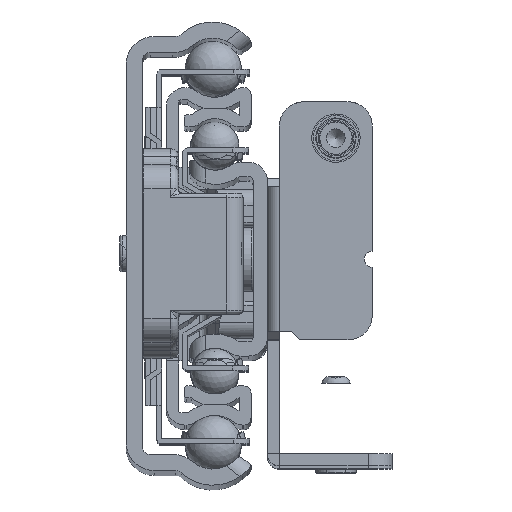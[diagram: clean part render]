
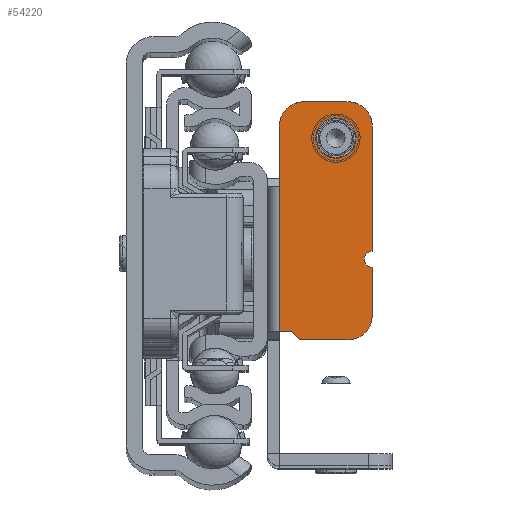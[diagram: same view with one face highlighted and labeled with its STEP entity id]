
A CAD part, top view. The second image highlights one B-rep face of the part: STEP entity #54220.
In plain terms, the highlighted planar face has unit normal (0, 0, 1).
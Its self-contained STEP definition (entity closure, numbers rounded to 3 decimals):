
#2250=FACE_BOUND('',#8036,.T.);
#2734=PLANE('',#57661);
#5152=FACE_OUTER_BOUND('',#8035,.T.);
#8035=EDGE_LOOP('',(#38089,#38090,#38091,#38092,#38093,#38094,#38095,#38096,
#38097,#38098,#38099,#38100));
#8036=EDGE_LOOP('',(#38101));
#11420=LINE('',#80442,#15634);
#11429=LINE('',#80467,#15643);
#11432=LINE('',#80472,#15646);
#11434=LINE('',#80476,#15648);
#11435=LINE('',#80481,#15649);
#11436=LINE('',#80485,#15650);
#11437=LINE('',#80486,#15651);
#11438=LINE('',#80489,#15652);
#15634=VECTOR('',#64746,10.);
#15643=VECTOR('',#64765,10.);
#15646=VECTOR('',#64770,10.);
#15648=VECTOR('',#64774,10.);
#15649=VECTOR('',#64779,10.);
#15650=VECTOR('',#64782,10.);
#15651=VECTOR('',#64783,10.);
#15652=VECTOR('',#64786,10.);
#19369=CIRCLE('',#57649,2.05);
#19370=CIRCLE('',#57651,1.);
#19375=CIRCLE('',#57662,3.);
#19376=CIRCLE('',#57663,3.);
#19377=CIRCLE('',#57664,3.);
#22185=VERTEX_POINT('',#80425);
#22186=VERTEX_POINT('',#80429);
#22187=VERTEX_POINT('',#80430);
#22191=VERTEX_POINT('',#80440);
#22201=VERTEX_POINT('',#80464);
#22202=VERTEX_POINT('',#80466);
#22203=VERTEX_POINT('',#80470);
#22204=VERTEX_POINT('',#80474);
#22205=VERTEX_POINT('',#80478);
#22206=VERTEX_POINT('',#80480);
#22207=VERTEX_POINT('',#80482);
#22208=VERTEX_POINT('',#80484);
#22209=VERTEX_POINT('',#80487);
#28188=EDGE_CURVE('',#22185,#22185,#19369,.T.);
#28189=EDGE_CURVE('',#22186,#22187,#19370,.T.);
#28195=EDGE_CURVE('',#22191,#22186,#11420,.T.);
#28207=EDGE_CURVE('',#22201,#22202,#11429,.T.);
#28210=EDGE_CURVE('',#22203,#22201,#11432,.T.);
#28212=EDGE_CURVE('',#22204,#22203,#11434,.T.);
#28213=EDGE_CURVE('',#22191,#22205,#19375,.T.);
#28214=EDGE_CURVE('',#22206,#22205,#11435,.T.);
#28215=EDGE_CURVE('',#22206,#22207,#19376,.T.);
#28216=EDGE_CURVE('',#22208,#22207,#11436,.T.);
#28217=EDGE_CURVE('',#22202,#22208,#11437,.T.);
#28218=EDGE_CURVE('',#22204,#22209,#19377,.T.);
#28219=EDGE_CURVE('',#22187,#22209,#11438,.T.);
#38089=ORIENTED_EDGE('',*,*,#28189,.F.);
#38090=ORIENTED_EDGE('',*,*,#28195,.F.);
#38091=ORIENTED_EDGE('',*,*,#28213,.T.);
#38092=ORIENTED_EDGE('',*,*,#28214,.F.);
#38093=ORIENTED_EDGE('',*,*,#28215,.T.);
#38094=ORIENTED_EDGE('',*,*,#28216,.F.);
#38095=ORIENTED_EDGE('',*,*,#28217,.F.);
#38096=ORIENTED_EDGE('',*,*,#28207,.F.);
#38097=ORIENTED_EDGE('',*,*,#28210,.F.);
#38098=ORIENTED_EDGE('',*,*,#28212,.F.);
#38099=ORIENTED_EDGE('',*,*,#28218,.T.);
#38100=ORIENTED_EDGE('',*,*,#28219,.F.);
#38101=ORIENTED_EDGE('',*,*,#28188,.F.);
#54220=ADVANCED_FACE('',(#5152,#2250),#2734,.T.);
#57649=AXIS2_PLACEMENT_3D('',#80427,#64732,#64733);
#57651=AXIS2_PLACEMENT_3D('',#80431,#64736,#64737);
#57661=AXIS2_PLACEMENT_3D('',#80477,#64775,#64776);
#57662=AXIS2_PLACEMENT_3D('',#80479,#64777,#64778);
#57663=AXIS2_PLACEMENT_3D('',#80483,#64780,#64781);
#57664=AXIS2_PLACEMENT_3D('',#80488,#64784,#64785);
#64732=DIRECTION('center_axis',(0.,0.,
1.));
#64733=DIRECTION('ref_axis',(-1.,0.,0.));
#64736=DIRECTION('center_axis',(0.,0.,
1.));
#64737=DIRECTION('ref_axis',(0.,-1.,0.));
#64746=DIRECTION('',(0.,-1.,0.));
#64765=DIRECTION('',(-1.,0.,0.));
#64770=DIRECTION('',(-0.707,0.707,0.));
#64774=DIRECTION('',(-1.,0.,0.));
#64775=DIRECTION('center_axis',(0.,0.,
1.));
#64776=DIRECTION('ref_axis',(1.,0.,0.));
#64777=DIRECTION('center_axis',(0.,0.,
1.));
#64778=DIRECTION('ref_axis',(0.707,0.707,0.));
#64779=DIRECTION('',(1.,0.,0.));
#64780=DIRECTION('center_axis',(0.,0.,
1.));
#64781=DIRECTION('ref_axis',(-0.707,0.707,0.));
#64782=DIRECTION('',(0.,1.,0.));
#64783=DIRECTION('',(0.,1.,0.));
#64784=DIRECTION('center_axis',(0.,0.,
1.));
#64785=DIRECTION('ref_axis',(0.707,-0.707,0.));
#64786=DIRECTION('',(0.,-1.,0.));
#80425=CARTESIAN_POINT('',(17.3,15.,-225.5));
#80427=CARTESIAN_POINT('Origin',(15.25,15.,-225.5));
#80429=CARTESIAN_POINT('',(19.75,1.,-225.5));
#80430=CARTESIAN_POINT('',(19.75,-1.,-225.5));
#80431=CARTESIAN_POINT('Origin',(19.75,0.,-225.5));
#80440=CARTESIAN_POINT('',(19.75,16.5,-225.5));
#80442=CARTESIAN_POINT('',(19.75,19.5,-225.5));
#80464=CARTESIAN_POINT('',(9.75,-9.,-225.5));
#80466=CARTESIAN_POINT('',(8.25,-9.,-225.5));
#80467=CARTESIAN_POINT('',(10.866,-9.,-225.5));
#80470=CARTESIAN_POINT('',(10.75,-10.,-225.5));
#80472=CARTESIAN_POINT('',(8.433,-7.683,-225.5));
#80474=CARTESIAN_POINT('',(16.75,-10.,-225.5));
#80476=CARTESIAN_POINT('',(19.75,-10.,-225.5));
#80477=CARTESIAN_POINT('Origin',(13.482,0.,
-225.5));
#80478=CARTESIAN_POINT('',(16.75,19.5,-225.5));
#80479=CARTESIAN_POINT('Origin',(16.75,16.5,-225.5));
#80480=CARTESIAN_POINT('',(11.25,19.5,-225.5));
#80481=CARTESIAN_POINT('',(8.25,19.5,-225.5));
#80482=CARTESIAN_POINT('',(8.25,16.5,-225.5));
#80483=CARTESIAN_POINT('Origin',(11.25,16.5,-225.5));
#80484=CARTESIAN_POINT('',(8.25,9.,-225.5));
#80485=CARTESIAN_POINT('',(8.25,9.,-225.5));
#80486=CARTESIAN_POINT('',(8.25,0.,-225.5));
#80487=CARTESIAN_POINT('',(19.75,-7.,-225.5));
#80488=CARTESIAN_POINT('Origin',(16.75,-7.,-225.5));
#80489=CARTESIAN_POINT('',(19.75,19.5,-225.5));
